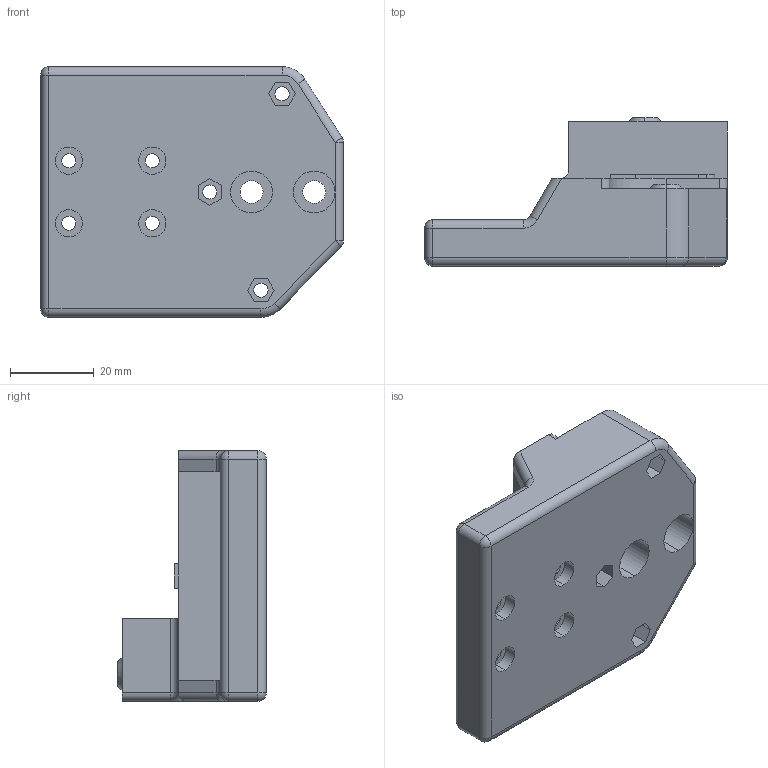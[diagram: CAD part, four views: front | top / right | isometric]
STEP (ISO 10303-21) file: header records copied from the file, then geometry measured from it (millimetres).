
FILE_DESCRIPTION (( 'STEP AP203' ), '1' );
FILE_NAME ('blv-10mm-x gantry left bottom mgn12c_v1.STEP', '2019-06-05T08:15:57', ( '' ), ( '' ), 'SwSTEP 2.0', 'SolidWorks 2016', '' );
FILE_SCHEMA (( 'CONFIG_CONTROL_DESIGN' ));
Length unit declared in the file: millimetre
Products named in the file (2): blv-10mm-x gantry left bottom mgn12c_v1
Bounding box: 72.5 x 35.5 x 60 mm (x, y, z)
Volume: 66855.9 mm3; surface area: 16858 mm2
Topology: 1 solids, 1 shells, 138 faces, 346 edges, 216 vertices
Faces by surface type: plane 61, cylinder 57, sphere 6, torus 5, bspline 5, cone 4
Entity records: 4434 total; most frequent: CARTESIAN_POINT 907, DIRECTION 723, ORIENTED_EDGE 680, EDGE_CURVE 340, AXIS2_PLACEMENT_3D 260, VERTEX_POINT 216, LINE 203, VECTOR 203
